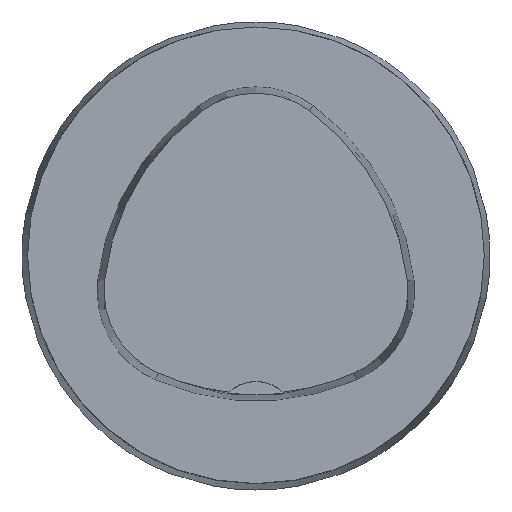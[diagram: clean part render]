
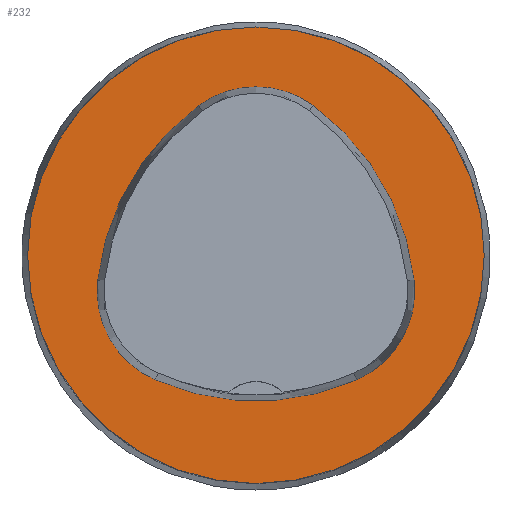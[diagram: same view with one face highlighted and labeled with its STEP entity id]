
A CAD part, top view. The second image highlights one B-rep face of the part: STEP entity #232.
In plain terms, the highlighted planar face has unit normal (0, 0, 1).
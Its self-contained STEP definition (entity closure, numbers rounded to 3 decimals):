
#166=PLANE('',#814);
#232=ADVANCED_FACE('',(#293,#294),#166,.T.);
#293=FACE_BOUND('',#338,.T.);
#294=FACE_BOUND('',#339,.T.);
#338=EDGE_LOOP('',(#437,#438,#439,#440,#441,#442));
#339=EDGE_LOOP('',(#443));
#437=ORIENTED_EDGE('',*,*,#583,.T.);
#438=ORIENTED_EDGE('',*,*,#563,.T.);
#439=ORIENTED_EDGE('',*,*,#567,.T.);
#440=ORIENTED_EDGE('',*,*,#570,.T.);
#441=ORIENTED_EDGE('',*,*,#573,.T.);
#442=ORIENTED_EDGE('',*,*,#581,.T.);
#443=ORIENTED_EDGE('',*,*,#554,.F.);
#505=VERTEX_POINT('',#1125);
#514=VERTEX_POINT('',#1144);
#515=VERTEX_POINT('',#1145);
#518=VERTEX_POINT('',#1153);
#520=VERTEX_POINT('',#1159);
#522=VERTEX_POINT('',#1165);
#529=VERTEX_POINT('',#1186);
#554=EDGE_CURVE('',#505,#505,#610,.T.);
#563=EDGE_CURVE('',#514,#515,#611,.T.);
#567=EDGE_CURVE('',#515,#518,#613,.T.);
#570=EDGE_CURVE('',#518,#520,#615,.T.);
#573=EDGE_CURVE('',#520,#522,#617,.T.);
#581=EDGE_CURVE('',#522,#529,#621,.T.);
#583=EDGE_CURVE('',#529,#514,#623,.T.);
#610=CIRCLE('',#785,40.);
#611=CIRCLE('',#791,44.);
#613=CIRCLE('',#794,17.);
#615=CIRCLE('',#797,44.);
#617=CIRCLE('',#800,17.);
#621=CIRCLE('',#805,44.);
#623=CIRCLE('',#808,17.);
#785=AXIS2_PLACEMENT_3D('',#1124,#925,#926);
#791=AXIS2_PLACEMENT_3D('',#1143,#941,#942);
#794=AXIS2_PLACEMENT_3D('',#1152,#949,#950);
#797=AXIS2_PLACEMENT_3D('',#1158,#956,#957);
#800=AXIS2_PLACEMENT_3D('',#1164,#963,#964);
#805=AXIS2_PLACEMENT_3D('',#1187,#975,#976);
#808=AXIS2_PLACEMENT_3D('',#1190,#981,#982);
#814=AXIS2_PLACEMENT_3D('',#1196,#993,#994);
#925=DIRECTION('',(0.,0.,-1.));
#926=DIRECTION('',(-1.,0.,0.));
#941=DIRECTION('',(0.,0.,-1.));
#942=DIRECTION('',(-1.,0.,0.));
#949=DIRECTION('',(0.,0.,-1.));
#950=DIRECTION('',(-1.,0.,0.));
#956=DIRECTION('',(0.,0.,-1.));
#957=DIRECTION('',(-1.,0.,0.));
#963=DIRECTION('',(0.,0.,-1.));
#964=DIRECTION('',(-1.,0.,0.));
#975=DIRECTION('',(0.,0.,-1.));
#976=DIRECTION('',(-1.,0.,0.));
#981=DIRECTION('',(0.,0.,-1.));
#982=DIRECTION('',(-1.,0.,0.));
#993=DIRECTION('',(0.,0.,1.));
#994=DIRECTION('',(1.,0.,0.));
#1124=CARTESIAN_POINT('',(0.,0.,0.));
#1125=CARTESIAN_POINT('',(-40.,0.,0.));
#1143=CARTESIAN_POINT('',(16.01,-9.224,0.));
#1144=CARTESIAN_POINT('',(-27.722,-4.378,0.));
#1145=CARTESIAN_POINT('',(-10.119,26.178,0.));
#1152=CARTESIAN_POINT('',(-0.023,12.5,0.));
#1153=CARTESIAN_POINT('',(10.049,26.194,0.));
#1158=CARTESIAN_POINT('',(-16.021,-9.25,0.));
#1159=CARTESIAN_POINT('',(27.71,-4.394,0.));
#1164=CARTESIAN_POINT('',(10.814,-6.27,0.));
#1165=CARTESIAN_POINT('',(17.611,-21.852,0.));
#1186=CARTESIAN_POINT('',(-17.652,-21.819,0.));
#1187=CARTESIAN_POINT('',(0.017,18.477,0.));
#1190=CARTESIAN_POINT('',(-10.825,-6.25,0.));
#1196=CARTESIAN_POINT('',(0.,0.,0.));
